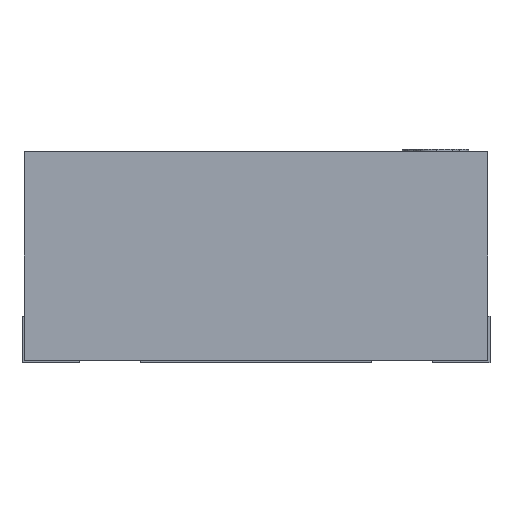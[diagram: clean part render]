
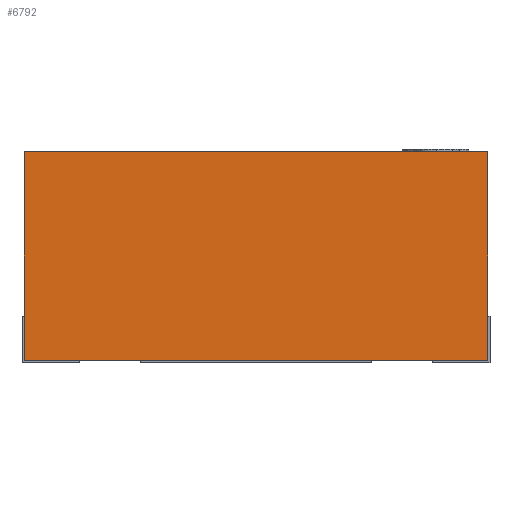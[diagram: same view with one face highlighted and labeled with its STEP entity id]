
A CAD part, front view. The second image highlights one B-rep face of the part: STEP entity #6792.
In plain terms, the highlighted planar face has unit normal (0, -1, 0).
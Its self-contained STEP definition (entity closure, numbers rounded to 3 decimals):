
#128 = EDGE_CURVE ( 'NONE', #2247, #961, #7309, .T. ) ;
#197 = EDGE_LOOP ( 'NONE', ( #11468, #11951, #11291, #12660 ) ) ;
#516 = CARTESIAN_POINT ( 'NONE',  ( -1., -1., 0.91 ) ) ;
#961 = VERTEX_POINT ( 'NONE', #5493 ) ;
#1087 = EDGE_CURVE ( 'NONE', #961, #1131, #6004, .T. ) ;
#1131 = VERTEX_POINT ( 'NONE', #9954 ) ;
#1467 = CARTESIAN_POINT ( 'NONE',  ( -1., -1., 0.91 ) ) ;
#1513 = PLANE ( 'NONE',  #6203 ) ;
#1774 = CARTESIAN_POINT ( 'NONE',  ( 1., -1., 0.91 ) ) ;
#2247 = VERTEX_POINT ( 'NONE', #516 ) ;
#2401 = CARTESIAN_POINT ( 'NONE',  ( -1., -1., 0.91 ) ) ;
#3021 = DIRECTION ( 'NONE',  ( 1., 0., 0. ) ) ;
#3938 = DIRECTION ( 'NONE',  ( 0., 0., -1. ) ) ;
#4502 = FACE_OUTER_BOUND ( 'NONE', #197, .T. ) ;
#4706 = DIRECTION ( 'NONE',  ( 1., 0., 0. ) ) ;
#5299 = DIRECTION ( 'NONE',  ( 0., 0., -1. ) ) ;
#5369 = EDGE_CURVE ( 'NONE', #10313, #1131, #7679, .T. ) ;
#5434 = CARTESIAN_POINT ( 'NONE',  ( 1., -1., 0.91 ) ) ;
#5493 = CARTESIAN_POINT ( 'NONE',  ( -1., -1., 0.01 ) ) ;
#6004 = LINE ( 'NONE', #7775, #10930 ) ;
#6203 = AXIS2_PLACEMENT_3D ( 'NONE', #2401, #10248, #10451 ) ;
#6792 = ADVANCED_FACE ( 'NONE', ( #4502 ), #1513, .F. ) ;
#7309 = LINE ( 'NONE', #1467, #8043 ) ;
#7679 = LINE ( 'NONE', #1774, #11443 ) ;
#7775 = CARTESIAN_POINT ( 'NONE',  ( -1., -1., 0.01 ) ) ;
#8043 = VECTOR ( 'NONE', #5299, 1000. ) ;
#9304 = EDGE_CURVE ( 'NONE', #2247, #10313, #11471, .T. ) ;
#9954 = CARTESIAN_POINT ( 'NONE',  ( 1., -1., 0.01 ) ) ;
#9975 = VECTOR ( 'NONE', #4706, 1000. ) ;
#10248 = DIRECTION ( 'NONE',  ( 0., 1., 0. ) ) ;
#10313 = VERTEX_POINT ( 'NONE', #5434 ) ;
#10451 = DIRECTION ( 'NONE',  ( 0., 0., 1. ) ) ;
#10659 = CARTESIAN_POINT ( 'NONE',  ( -1., -1., 0.91 ) ) ;
#10930 = VECTOR ( 'NONE', #3021, 1000. ) ;
#11291 = ORIENTED_EDGE ( 'NONE', *, *, #9304, .F. ) ;
#11443 = VECTOR ( 'NONE', #3938, 1000. ) ;
#11468 = ORIENTED_EDGE ( 'NONE', *, *, #1087, .T. ) ;
#11471 = LINE ( 'NONE', #10659, #9975 ) ;
#11951 = ORIENTED_EDGE ( 'NONE', *, *, #5369, .F. ) ;
#12660 = ORIENTED_EDGE ( 'NONE', *, *, #128, .T. ) ;
